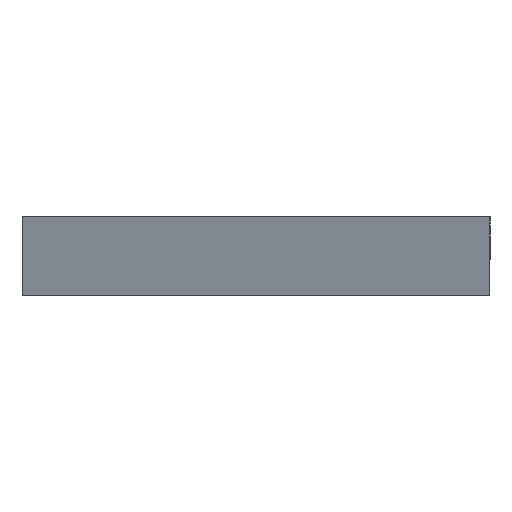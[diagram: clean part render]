
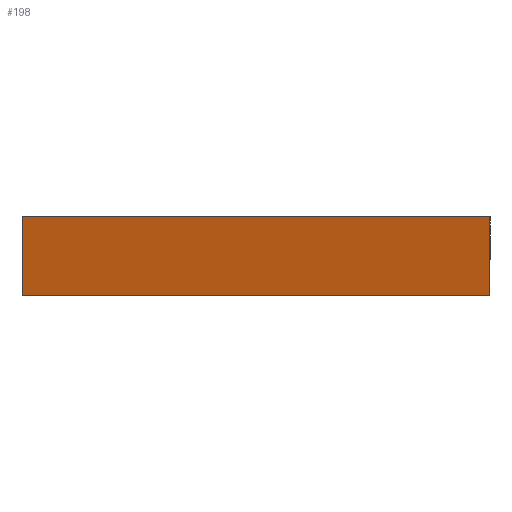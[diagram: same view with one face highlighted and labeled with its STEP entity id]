
A CAD part, left-side view. The second image highlights one B-rep face of the part: STEP entity #198.
In plain terms, the highlighted planar face has unit normal (-0.94, 0.342, 0).
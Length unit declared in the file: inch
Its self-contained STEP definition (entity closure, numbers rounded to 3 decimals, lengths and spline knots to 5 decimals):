
#7 = CARTESIAN_POINT ( 'NONE',  ( -2.13516, 11.77518, 0.5 ) ) ;
#48 = VECTOR ( 'NONE', #308, 39.37008 ) ;
#51 = ORIENTED_EDGE ( 'NONE', *, *, #189, .T. ) ;
#56 = VERTEX_POINT ( 'NONE', #279 ) ;
#78 = VERTEX_POINT ( 'NONE', #102 ) ;
#88 = CARTESIAN_POINT ( 'NONE',  ( -5.77883, 1.7652, -0.50039 ) ) ;
#94 = EDGE_CURVE ( 'NONE', #78, #56, #223, .T. ) ;
#101 = AXIS2_PLACEMENT_3D ( 'NONE', #88, #420, #127 ) ;
#102 = CARTESIAN_POINT ( 'NONE',  ( -1.91892, 12.36923, -0.5 ) ) ;
#119 = LINE ( 'NONE', #301, #172 ) ;
#121 = EDGE_LOOP ( 'NONE', ( #368, #51, #398, #163 ) ) ;
#127 = DIRECTION ( 'NONE',  ( -0.342, -0.94, 0. ) ) ;
#144 = CARTESIAN_POINT ( 'NONE',  ( -1.91892, 12.36923, -0.50039 ) ) ;
#145 = EDGE_CURVE ( 'NONE', #170, #157, #255, .T. ) ;
#157 = VERTEX_POINT ( 'NONE', #457 ) ;
#163 = ORIENTED_EDGE ( 'NONE', *, *, #240, .T. ) ;
#170 = VERTEX_POINT ( 'NONE', #303 ) ;
#172 = VECTOR ( 'NONE', #338, 39.37008 ) ;
#186 = LINE ( 'NONE', #7, #298 ) ;
#189 = EDGE_CURVE ( 'NONE', #78, #170, #119, .T. ) ;
#198 = ADVANCED_FACE ( 'NONE', ( #348 ), #451, .T. ) ;
#223 = LINE ( 'NONE', #144, #261 ) ;
#240 = EDGE_CURVE ( 'NONE', #157, #56, #186, .T. ) ;
#255 = LINE ( 'NONE', #401, #48 ) ;
#261 = VECTOR ( 'NONE', #443, 39.37008 ) ;
#279 = CARTESIAN_POINT ( 'NONE',  ( -1.91892, 12.36923, 0.5 ) ) ;
#298 = VECTOR ( 'NONE', #412, 39.37008 ) ;
#301 = CARTESIAN_POINT ( 'NONE',  ( -2.13516, 11.77518, -0.5 ) ) ;
#303 = CARTESIAN_POINT ( 'NONE',  ( -4.05534, 6.5, -0.5 ) ) ;
#308 = DIRECTION ( 'NONE',  ( 0., 0., 1. ) ) ;
#338 = DIRECTION ( 'NONE',  ( -0.342, -0.94, 0. ) ) ;
#348 = FACE_OUTER_BOUND ( 'NONE', #121, .T. ) ;
#368 = ORIENTED_EDGE ( 'NONE', *, *, #94, .F. ) ;
#398 = ORIENTED_EDGE ( 'NONE', *, *, #145, .T. ) ;
#401 = CARTESIAN_POINT ( 'NONE',  ( -4.05534, 6.5, -0.50039 ) ) ;
#412 = DIRECTION ( 'NONE',  ( 0.342, 0.94, 0. ) ) ;
#420 = DIRECTION ( 'NONE',  ( -0.94, 0.342, 0. ) ) ;
#443 = DIRECTION ( 'NONE',  ( 0., 0., 1. ) ) ;
#451 = PLANE ( 'NONE',  #101 ) ;
#457 = CARTESIAN_POINT ( 'NONE',  ( -4.05534, 6.5, 0.5 ) ) ;
